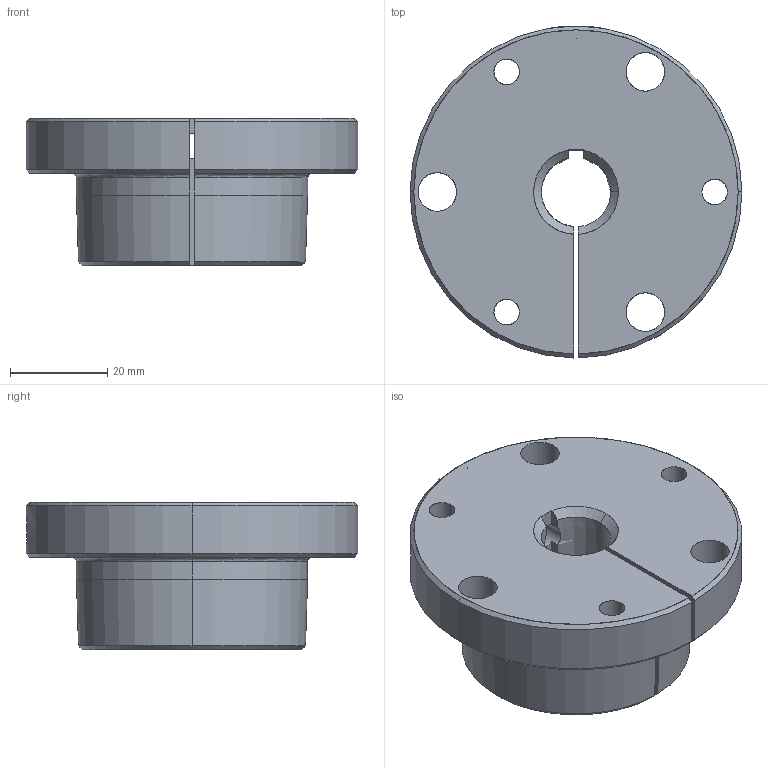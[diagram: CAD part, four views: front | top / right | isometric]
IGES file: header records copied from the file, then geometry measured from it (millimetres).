
Start section: SolidWorks IGES file using analytic representation for surfaces
Global section: file name: QDSH_9-071851132787.igs; native system: SolidWorks 2008; preprocessor: SolidWorks 2008; author: partstream; date: 080718.051132; units: inch
Bounding box: 68.39 x 68.39 x 30.48 mm (x, y, z)
Surface area: 15910.4 mm2 (no closed solid volume)
Topology: 0 solids, 0 shells, 91 faces, 1318 edges, 1318 vertices
Faces by surface type: revolution 47, bspline 44
